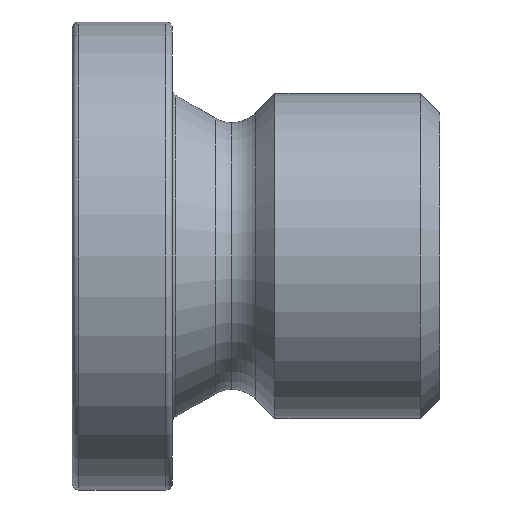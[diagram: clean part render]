
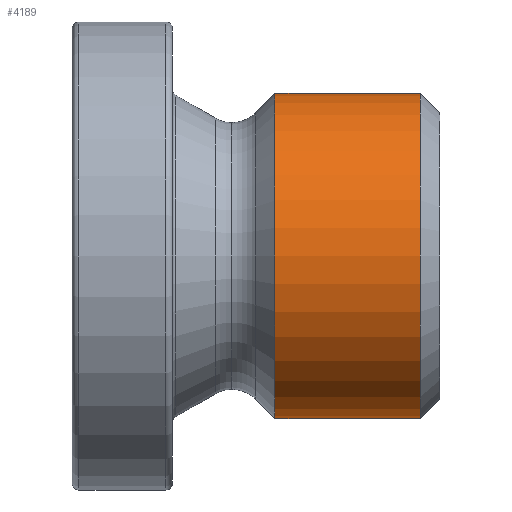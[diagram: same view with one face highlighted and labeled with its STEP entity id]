
A CAD part, front view. The second image highlights one B-rep face of the part: STEP entity #4189.
In plain terms, the highlighted cylindrical face has radius 4.865 mm (diameter 9.73 mm), a partial arc.
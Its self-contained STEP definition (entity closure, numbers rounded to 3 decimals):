
#161 = ORIENTED_EDGE ( 'NONE', *, *, #9432, .T. ) ;
#439 = AXIS2_PLACEMENT_3D ( 'NONE', #2974, #4136, #11477 ) ;
#613 = EDGE_CURVE ( 'NONE', #4876, #15105, #11391, .T. ) ;
#638 = CARTESIAN_POINT ( 'NONE',  ( -23.608, 0., 4.865 ) ) ;
#1375 = DIRECTION ( 'NONE',  ( -1., 0., 0. ) ) ;
#1402 = ORIENTED_EDGE ( 'NONE', *, *, #7162, .F. ) ;
#2103 = CARTESIAN_POINT ( 'NONE',  ( 3.067, 0., 0. ) ) ;
#2937 = ORIENTED_EDGE ( 'NONE', *, *, #9707, .F. ) ;
#2974 = CARTESIAN_POINT ( 'NONE',  ( -23.608, 0., 0. ) ) ;
#3230 = CYLINDRICAL_SURFACE ( 'NONE', #439, 4.865 ) ;
#3283 = CARTESIAN_POINT ( 'NONE',  ( 3.067, 0., 4.865 ) ) ;
#3353 = DIRECTION ( 'NONE',  ( 0., 0., 1. ) ) ;
#4134 = VECTOR ( 'NONE', #7863, 1000. ) ;
#4136 = DIRECTION ( 'NONE',  ( -1., 0., 0. ) ) ;
#4189 = ADVANCED_FACE ( 'NONE', ( #9830 ), #3230, .T. ) ;
#4876 = VERTEX_POINT ( 'NONE', #14391 ) ;
#4973 = AXIS2_PLACEMENT_3D ( 'NONE', #8617, #1375, #11063 ) ;
#5907 = DIRECTION ( 'NONE',  ( -1., 0., 0. ) ) ;
#5989 = CARTESIAN_POINT ( 'NONE',  ( 3.067, 0., -4.865 ) ) ;
#7162 = EDGE_CURVE ( 'NONE', #9373, #15105, #11794, .T. ) ;
#7343 = LINE ( 'NONE', #13851, #4134 ) ;
#7605 = VECTOR ( 'NONE', #15129, 1000. ) ;
#7863 = DIRECTION ( 'NONE',  ( -1., 0., 0. ) ) ;
#8146 = ORIENTED_EDGE ( 'NONE', *, *, #613, .T. ) ;
#8617 = CARTESIAN_POINT ( 'NONE',  ( 7.42, 0., 0. ) ) ;
#9312 = EDGE_LOOP ( 'NONE', ( #2937, #161, #8146, #1402 ) ) ;
#9373 = VERTEX_POINT ( 'NONE', #5989 ) ;
#9432 = EDGE_CURVE ( 'NONE', #9898, #4876, #10195, .T. ) ;
#9707 = EDGE_CURVE ( 'NONE', #9898, #9373, #7343, .T. ) ;
#9830 = FACE_OUTER_BOUND ( 'NONE', #9312, .T. ) ;
#9898 = VERTEX_POINT ( 'NONE', #10310 ) ;
#10195 = CIRCLE ( 'NONE', #4973, 4.865 ) ;
#10310 = CARTESIAN_POINT ( 'NONE',  ( 7.42, 0., -4.865 ) ) ;
#11063 = DIRECTION ( 'NONE',  ( 0., 0., 1. ) ) ;
#11391 = LINE ( 'NONE', #638, #7605 ) ;
#11477 = DIRECTION ( 'NONE',  ( 0., 0., 1. ) ) ;
#11794 = CIRCLE ( 'NONE', #13909, 4.865 ) ;
#13851 = CARTESIAN_POINT ( 'NONE',  ( -23.608, 0., -4.865 ) ) ;
#13909 = AXIS2_PLACEMENT_3D ( 'NONE', #2103, #5907, #3353 ) ;
#14391 = CARTESIAN_POINT ( 'NONE',  ( 7.42, 0., 4.865 ) ) ;
#15105 = VERTEX_POINT ( 'NONE', #3283 ) ;
#15129 = DIRECTION ( 'NONE',  ( -1., 0., 0. ) ) ;
